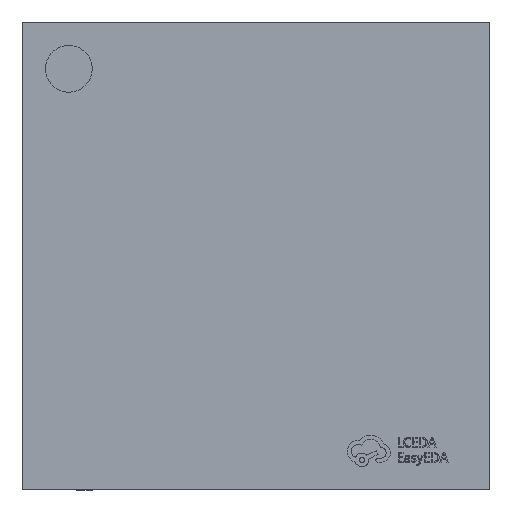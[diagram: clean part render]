
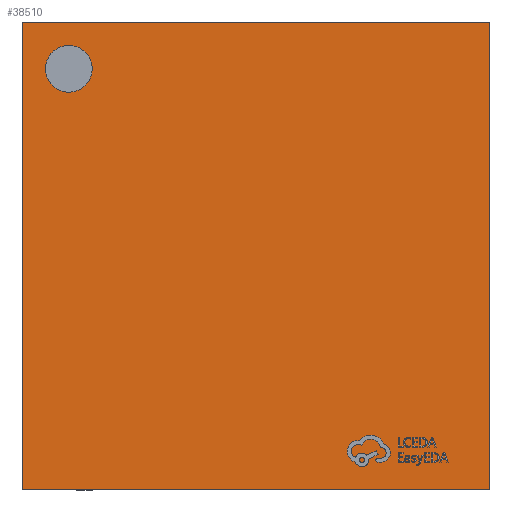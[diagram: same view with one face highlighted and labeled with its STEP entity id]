
A CAD part, top view. The second image highlights one B-rep face of the part: STEP entity #38510.
In plain terms, the highlighted planar face has unit normal (0, 0, 1).
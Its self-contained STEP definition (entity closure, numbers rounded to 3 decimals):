
#1270 = EDGE_CURVE ( 'NONE', #43761, #49397, #1336, .T. ) ;
#1300 = CARTESIAN_POINT ( 'NONE',  ( -3., 3., 0.85 ) ) ;
#1336 = LINE ( 'NONE', #20066, #60923 ) ;
#1502 = CARTESIAN_POINT ( 'NONE',  ( -3., -3., 0.85 ) ) ;
#2167 = CARTESIAN_POINT ( 'NONE',  ( 3., 3., 0.85 ) ) ;
#2898 = CIRCLE ( 'NONE', #40507, 0.3 ) ;
#6494 = CARTESIAN_POINT ( 'NONE',  ( -2.4, 2.4, 0.85 ) ) ;
#6653 = VERTEX_POINT ( 'NONE', #19863 ) ;
#7531 = VERTEX_POINT ( 'NONE', #46298 ) ;
#7623 = CARTESIAN_POINT ( 'NONE',  ( -3., 3., 0.85 ) ) ;
#7888 = ORIENTED_EDGE ( 'NONE', *, *, #1270, .T. ) ;
#8432 = CIRCLE ( 'NONE', #20620, 0.3 ) ;
#14907 = VERTEX_POINT ( 'NONE', #2167 ) ;
#15266 = EDGE_CURVE ( 'NONE', #49397, #14907, #27858, .T. ) ;
#16167 = LINE ( 'NONE', #1300, #18830 ) ;
#16676 = VERTEX_POINT ( 'NONE', #60932 ) ;
#16852 = DIRECTION ( 'NONE',  ( -1., 0., 0. ) ) ;
#17801 = FACE_BOUND ( 'NONE', #24303, .T. ) ;
#18830 = VECTOR ( 'NONE', #39804, 1000. ) ;
#19863 = CARTESIAN_POINT ( 'NONE',  ( -3., 3., 0.85 ) ) ;
#20066 = CARTESIAN_POINT ( 'NONE',  ( -3., -3., 0.85 ) ) ;
#20620 = AXIS2_PLACEMENT_3D ( 'NONE', #6494, #46571, #25929 ) ;
#20685 = DIRECTION ( 'NONE',  ( 1., 0., 0. ) ) ;
#24303 = EDGE_LOOP ( 'NONE', ( #50624, #57724 ) ) ;
#25409 = DIRECTION ( 'NONE',  ( 1., 0., 0. ) ) ;
#25545 = CARTESIAN_POINT ( 'NONE',  ( 3., -3., 0.85 ) ) ;
#25929 = DIRECTION ( 'NONE',  ( 1., 0., 0. ) ) ;
#27858 = LINE ( 'NONE', #62006, #53851 ) ;
#28931 = DIRECTION ( 'NONE',  ( 0., 0., 1. ) ) ;
#28955 = DIRECTION ( 'NONE',  ( 1., 0., 0. ) ) ;
#35578 = ORIENTED_EDGE ( 'NONE', *, *, #44269, .T. ) ;
#37278 = ORIENTED_EDGE ( 'NONE', *, *, #15266, .T. ) ;
#38510 = ADVANCED_FACE ( 'NONE', ( #17801, #56786 ), #62163, .T. ) ;
#39804 = DIRECTION ( 'NONE',  ( 0., -1., 0. ) ) ;
#40507 = AXIS2_PLACEMENT_3D ( 'NONE', #43633, #58376, #28955 ) ;
#40796 = VECTOR ( 'NONE', #16852, 1000. ) ;
#41901 = DIRECTION ( 'NONE',  ( 0., 1., 0. ) ) ;
#43354 = ORIENTED_EDGE ( 'NONE', *, *, #62593, .T. ) ;
#43633 = CARTESIAN_POINT ( 'NONE',  ( -2.4, 2.4, 0.85 ) ) ;
#43761 = VERTEX_POINT ( 'NONE', #1502 ) ;
#44269 = EDGE_CURVE ( 'NONE', #14907, #6653, #45243, .T. ) ;
#45243 = LINE ( 'NONE', #7623, #40796 ) ;
#46298 = CARTESIAN_POINT ( 'NONE',  ( -2.1, 2.4, 0.85 ) ) ;
#46571 = DIRECTION ( 'NONE',  ( 0., 0., 1. ) ) ;
#48397 = EDGE_CURVE ( 'NONE', #16676, #7531, #8432, .T. ) ;
#48663 = AXIS2_PLACEMENT_3D ( 'NONE', #53500, #28931, #25409 ) ;
#49397 = VERTEX_POINT ( 'NONE', #25545 ) ;
#50624 = ORIENTED_EDGE ( 'NONE', *, *, #52857, .F. ) ;
#52239 = EDGE_LOOP ( 'NONE', ( #37278, #35578, #43354, #7888 ) ) ;
#52857 = EDGE_CURVE ( 'NONE', #7531, #16676, #2898, .T. ) ;
#53500 = CARTESIAN_POINT ( 'NONE',  ( 0., 0., 0.85 ) ) ;
#53851 = VECTOR ( 'NONE', #41901, 1000. ) ;
#56786 = FACE_OUTER_BOUND ( 'NONE', #52239, .T. ) ;
#57724 = ORIENTED_EDGE ( 'NONE', *, *, #48397, .F. ) ;
#58376 = DIRECTION ( 'NONE',  ( 0., 0., 1. ) ) ;
#60923 = VECTOR ( 'NONE', #20685, 1000. ) ;
#60932 = CARTESIAN_POINT ( 'NONE',  ( -2.7, 2.4, 0.85 ) ) ;
#62006 = CARTESIAN_POINT ( 'NONE',  ( 3., 3., 0.85 ) ) ;
#62163 = PLANE ( 'NONE',  #48663 ) ;
#62593 = EDGE_CURVE ( 'NONE', #6653, #43761, #16167, .T. ) ;
